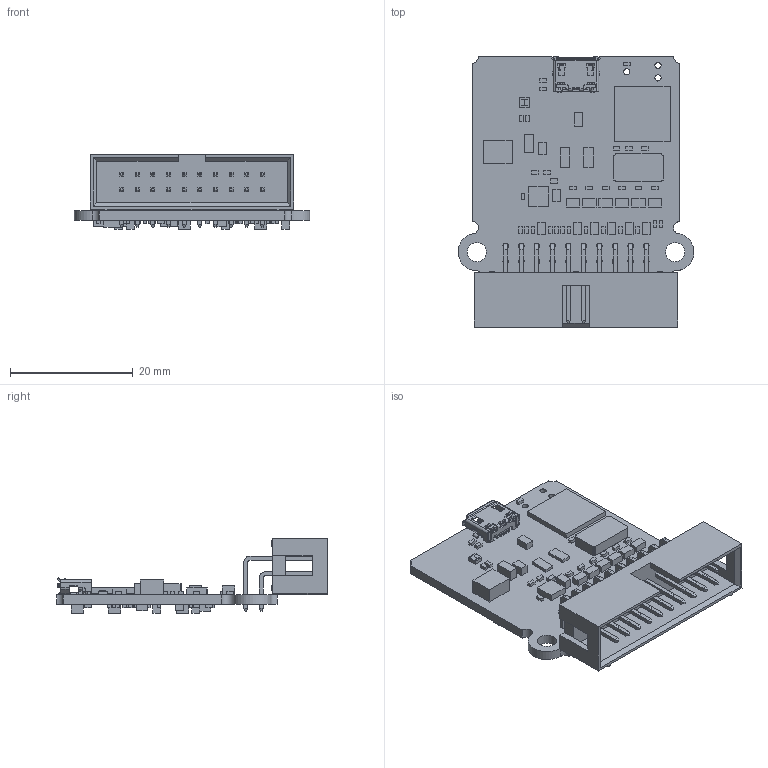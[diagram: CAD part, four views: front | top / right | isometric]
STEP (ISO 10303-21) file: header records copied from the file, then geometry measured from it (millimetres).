
FILE_DESCRIPTION(('Open CASCADE Model'),'2;1');
FILE_NAME('Open CASCADE Shape Model','2018-10-31T08:15:47',('Author'),( 'Open CASCADE'),'Open CASCADE STEP processor 6.8','Open CASCADE 6.8' ,'Unknown');
FILE_SCHEMA(('AUTOMOTIVE_DESIGN { 1 0 10303 214 1 1 1 1 }'));
Products named in the file (1): PCB
Bounding box: 38.35 x 43.96 x 12.15 mm (x, y, z)
Volume: 2233.8 mm3; surface area: 6889 mm2
Topology: 107 solids, 670 shells, 2033 faces, 6277 edges, 5002 vertices
Faces by surface type: plane 1655, cylinder 341, bspline 11, extrusion 10, cone 8, torus 4, sphere 4
Full cylindrical faces by diameter (mm): 0.85 x6, 0.889 x20, 1 x3, 3.1 x2
Entity records: 76274 total; most frequent: CARTESIAN_POINT 15247, DIRECTION 10943, ORIENTED_EDGE 9924, EDGE_CURVE 6271, VECTOR 5389, LINE 5379, VERTEX_POINT 5002, AXIS2_PLACEMENT_3D 2777
